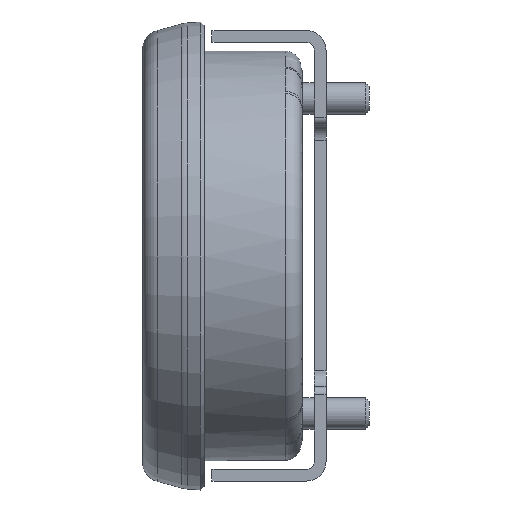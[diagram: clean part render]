
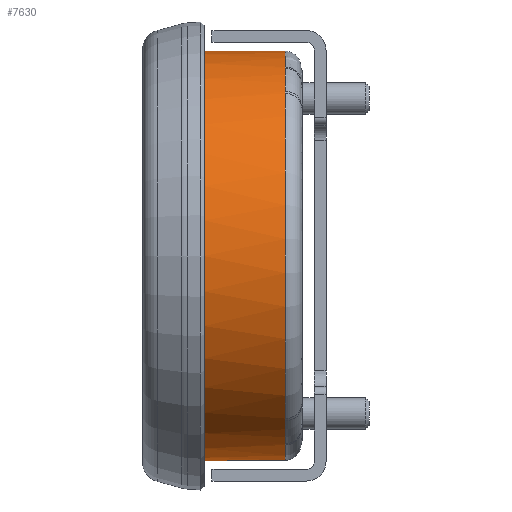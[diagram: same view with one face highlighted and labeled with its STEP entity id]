
A CAD part, left-side view. The second image highlights one B-rep face of the part: STEP entity #7630.
In plain terms, the highlighted cylindrical face has radius 26.02 mm (diameter 52.04 mm), a full revolution.
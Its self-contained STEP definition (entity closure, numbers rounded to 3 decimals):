
#102=CYLINDRICAL_SURFACE('',#8002,26.02);
#1329=CIRCLE('',#8003,26.02);
#1330=CIRCLE('',#8004,26.02);
#1331=CIRCLE('',#8005,26.02);
#1332=CIRCLE('',#8006,26.02);
#1333=CIRCLE('',#8007,26.02);
#1334=CIRCLE('',#8008,26.02);
#1335=CIRCLE('',#8009,26.02);
#1603=ORIENTED_EDGE('',*,*,#3079,.T.);
#1604=ORIENTED_EDGE('',*,*,#3080,.T.);
#1605=ORIENTED_EDGE('',*,*,#3081,.T.);
#1606=ORIENTED_EDGE('',*,*,#3082,.T.);
#1607=ORIENTED_EDGE('',*,*,#3083,.T.);
#1608=ORIENTED_EDGE('',*,*,#3084,.T.);
#1609=ORIENTED_EDGE('',*,*,#3085,.T.);
#1610=ORIENTED_EDGE('',*,*,#3086,.T.);
#1611=ORIENTED_EDGE('',*,*,#3087,.T.);
#1612=ORIENTED_EDGE('',*,*,#3088,.T.);
#1613=ORIENTED_EDGE('',*,*,#3089,.T.);
#1614=ORIENTED_EDGE('',*,*,#3090,.T.);
#1615=ORIENTED_EDGE('',*,*,#3091,.F.);
#3079=EDGE_CURVE('',#3830,#3831,#1329,.T.);
#3080=EDGE_CURVE('',#3831,#3832,#4287,.T.);
#3081=EDGE_CURVE('',#3832,#3833,#1330,.F.);
#3082=EDGE_CURVE('',#3833,#3834,#4288,.T.);
#3083=EDGE_CURVE('',#3834,#3835,#1331,.T.);
#3084=EDGE_CURVE('',#3835,#3836,#4289,.T.);
#3085=EDGE_CURVE('',#3836,#3837,#1332,.F.);
#3086=EDGE_CURVE('',#3837,#3838,#4290,.T.);
#3087=EDGE_CURVE('',#3838,#3839,#1333,.T.);
#3088=EDGE_CURVE('',#3839,#3840,#4291,.T.);
#3089=EDGE_CURVE('',#3840,#3841,#1334,.F.);
#3090=EDGE_CURVE('',#3841,#3830,#4292,.T.);
#3091=EDGE_CURVE('',#3842,#3842,#1335,.T.);
#3830=VERTEX_POINT('',#10163);
#3831=VERTEX_POINT('',#10164);
#3832=VERTEX_POINT('',#10169);
#3833=VERTEX_POINT('',#10171);
#3834=VERTEX_POINT('',#10176);
#3835=VERTEX_POINT('',#10178);
#3836=VERTEX_POINT('',#10183);
#3837=VERTEX_POINT('',#10185);
#3838=VERTEX_POINT('',#10190);
#3839=VERTEX_POINT('',#10192);
#3840=VERTEX_POINT('',#10197);
#3841=VERTEX_POINT('',#10199);
#3842=VERTEX_POINT('',#10205);
#4287=B_SPLINE_CURVE_WITH_KNOTS('',3,(#10165,#10166,#10167,#10168),
 .UNSPECIFIED.,.F.,.F.,(4,4),(0.,0.),.UNSPECIFIED.);
#4288=B_SPLINE_CURVE_WITH_KNOTS('',3,(#10172,#10173,#10174,#10175),
 .UNSPECIFIED.,.F.,.F.,(4,4),(0.,0.),.UNSPECIFIED.);
#4289=B_SPLINE_CURVE_WITH_KNOTS('',3,(#10179,#10180,#10181,#10182),
 .UNSPECIFIED.,.F.,.F.,(4,4),(0.,0.),.UNSPECIFIED.);
#4290=B_SPLINE_CURVE_WITH_KNOTS('',3,(#10186,#10187,#10188,#10189),
 .UNSPECIFIED.,.F.,.F.,(4,4),(0.,0.),.UNSPECIFIED.);
#4291=B_SPLINE_CURVE_WITH_KNOTS('',3,(#10193,#10194,#10195,#10196),
 .UNSPECIFIED.,.F.,.F.,(4,4),(0.,0.),.UNSPECIFIED.);
#4292=B_SPLINE_CURVE_WITH_KNOTS('',3,(#10200,#10201,#10202,#10203),
 .UNSPECIFIED.,.F.,.F.,(4,4),(0.,0.),.UNSPECIFIED.);
#4347=EDGE_LOOP('',(#1603,#1604,#1605,#1606,#1607,#1608,#1609,#1610,#1611,
#1612,#1613,#1614));
#4348=EDGE_LOOP('',(#1615));
#4729=FACE_BOUND('',#4347,.T.);
#4730=FACE_BOUND('',#4348,.T.);
#7630=ADVANCED_FACE('',(#4729,#4730),#102,.T.);
#8002=AXIS2_PLACEMENT_3D('',#10161,#8601,#8602);
#8003=AXIS2_PLACEMENT_3D('',#10162,#8603,#8604);
#8004=AXIS2_PLACEMENT_3D('',#10170,#8605,#8606);
#8005=AXIS2_PLACEMENT_3D('',#10177,#8607,#8608);
#8006=AXIS2_PLACEMENT_3D('',#10184,#8609,#8610);
#8007=AXIS2_PLACEMENT_3D('',#10191,#8611,#8612);
#8008=AXIS2_PLACEMENT_3D('',#10198,#8613,#8614);
#8009=AXIS2_PLACEMENT_3D('',#10204,#8615,#8616);
#8601=DIRECTION('',(0.,1.,0.));
#8602=DIRECTION('',(0.,0.,1.));
#8603=DIRECTION('',(0.,1.,0.));
#8604=DIRECTION('',(0.,0.,1.));
#8605=DIRECTION('',(0.,-1.,0.));
#8606=DIRECTION('',(0.,0.,-1.));
#8607=DIRECTION('',(0.,1.,0.));
#8608=DIRECTION('',(0.,0.,1.));
#8609=DIRECTION('',(0.,-1.,0.));
#8610=DIRECTION('',(0.,0.,-1.));
#8611=DIRECTION('',(0.,1.,0.));
#8612=DIRECTION('',(0.,0.,1.));
#8613=DIRECTION('',(0.,-1.,0.));
#8614=DIRECTION('',(0.,0.,-1.));
#8615=DIRECTION('',(0.,1.,0.));
#8616=DIRECTION('',(0.,0.,1.));
#10161=CARTESIAN_POINT('',(7.793,-13.594,-22.07));
#10162=CARTESIAN_POINT('',(7.793,-11.594,-22.07));
#10163=CARTESIAN_POINT('',(-7.696,-11.594,-1.162));
#10164=CARTESIAN_POINT('',(-2.569,-11.594,1.798));
#10165=CARTESIAN_POINT('',(-2.569,-11.594,1.798));
#10166=CARTESIAN_POINT('',(-2.443,-11.594,1.852));
#10167=CARTESIAN_POINT('',(-2.317,-11.596,1.906));
#10168=CARTESIAN_POINT('',(-2.191,-11.596,1.959));
#10169=CARTESIAN_POINT('',(-2.191,-11.596,1.959));
#10170=CARTESIAN_POINT('',(7.793,-11.596,-22.07));
#10171=CARTESIAN_POINT('',(33.594,-11.596,-18.702));
#10172=CARTESIAN_POINT('',(33.594,-11.596,-18.702));
#10173=CARTESIAN_POINT('',(33.612,-11.596,-18.838));
#10174=CARTESIAN_POINT('',(33.629,-11.594,-18.974));
#10175=CARTESIAN_POINT('',(33.644,-11.594,-19.11));
#10176=CARTESIAN_POINT('',(33.644,-11.594,-19.11));
#10177=CARTESIAN_POINT('',(7.793,-11.594,-22.07));
#10178=CARTESIAN_POINT('',(33.644,-11.594,-25.03));
#10179=CARTESIAN_POINT('',(33.644,-11.594,-25.03));
#10180=CARTESIAN_POINT('',(33.629,-11.594,-25.166));
#10181=CARTESIAN_POINT('',(33.612,-11.596,-25.302));
#10182=CARTESIAN_POINT('',(33.594,-11.596,-25.437));
#10183=CARTESIAN_POINT('',(33.594,-11.596,-25.437));
#10184=CARTESIAN_POINT('',(7.793,-11.596,-22.07));
#10185=CARTESIAN_POINT('',(-2.191,-11.596,-46.098));
#10186=CARTESIAN_POINT('',(-2.191,-11.596,-46.098));
#10187=CARTESIAN_POINT('',(-2.317,-11.596,-46.045));
#10188=CARTESIAN_POINT('',(-2.443,-11.594,-45.992));
#10189=CARTESIAN_POINT('',(-2.569,-11.594,-45.937));
#10190=CARTESIAN_POINT('',(-2.569,-11.594,-45.937));
#10191=CARTESIAN_POINT('',(7.793,-11.594,-22.07));
#10192=CARTESIAN_POINT('',(-7.696,-11.594,-42.977));
#10193=CARTESIAN_POINT('',(-7.696,-11.594,-42.977));
#10194=CARTESIAN_POINT('',(-7.806,-11.594,-42.896));
#10195=CARTESIAN_POINT('',(-7.915,-11.596,-42.813));
#10196=CARTESIAN_POINT('',(-8.024,-11.596,-42.73));
#10197=CARTESIAN_POINT('',(-8.024,-11.596,-42.73));
#10198=CARTESIAN_POINT('',(7.793,-11.596,-22.07));
#10199=CARTESIAN_POINT('',(-8.024,-11.596,-1.409));
#10200=CARTESIAN_POINT('',(-8.024,-11.596,-1.409));
#10201=CARTESIAN_POINT('',(-7.915,-11.596,-1.326));
#10202=CARTESIAN_POINT('',(-7.806,-11.594,-1.244));
#10203=CARTESIAN_POINT('',(-7.696,-11.594,-1.162));
#10204=CARTESIAN_POINT('',(7.793,-1.3,-22.07));
#10205=CARTESIAN_POINT('',(7.793,-1.3,3.95));
